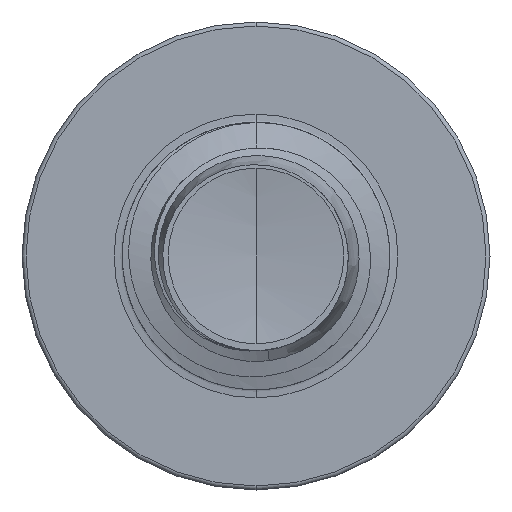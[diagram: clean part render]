
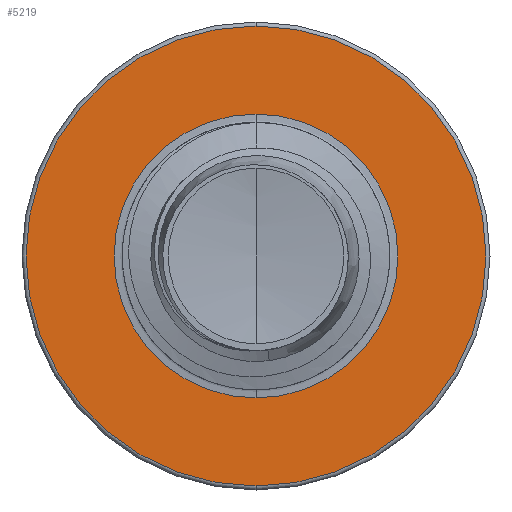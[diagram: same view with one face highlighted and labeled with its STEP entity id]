
A CAD part, front view. The second image highlights one B-rep face of the part: STEP entity #5219.
In plain terms, the highlighted planar face has unit normal (0, -1, 0).
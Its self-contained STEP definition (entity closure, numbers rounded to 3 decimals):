
#279 = EDGE_LOOP ( 'NONE', ( #15159, #9426 ) ) ;
#561 = EDGE_LOOP ( 'NONE', ( #12814, #11208 ) ) ;
#611 = AXIS2_PLACEMENT_3D ( 'NONE', #11461, #6500, #6438 ) ;
#1272 = FACE_OUTER_BOUND ( 'NONE', #279, .T. ) ;
#1368 = FACE_BOUND ( 'NONE', #561, .T. ) ;
#1773 = DIRECTION ( 'NONE',  ( 0., 0., 1. ) ) ;
#1792 = DIRECTION ( 'NONE',  ( 0., 1., 0. ) ) ;
#1796 = CARTESIAN_POINT ( 'NONE',  ( 0., 9., 0. ) ) ;
#2131 = CARTESIAN_POINT ( 'NONE',  ( 0., 9., 0. ) ) ;
#2442 = EDGE_CURVE ( 'NONE', #13577, #15047, #7251, .T. ) ;
#3287 = EDGE_CURVE ( 'NONE', #6603, #13893, #5129, .T. ) ;
#3951 = DIRECTION ( 'NONE',  ( 0., 0., 1. ) ) ;
#4149 = DIRECTION ( 'NONE',  ( 0., 0., 1. ) ) ;
#4172 = DIRECTION ( 'NONE',  ( 0., 1., 0. ) ) ;
#4199 = CARTESIAN_POINT ( 'NONE',  ( 0., 9., 0. ) ) ;
#5129 = CIRCLE ( 'NONE', #7215, 3.186 ) ;
#5219 = ADVANCED_FACE ( 'NONE', ( #1272, #1368 ), #7770, .F. ) ;
#5330 = CIRCLE ( 'NONE', #13673, 5.16 ) ;
#5797 = CARTESIAN_POINT ( 'NONE',  ( 0., 9., 3.186 ) ) ;
#6438 = DIRECTION ( 'NONE',  ( 0., 0., 1. ) ) ;
#6500 = DIRECTION ( 'NONE',  ( 0., 1., 0. ) ) ;
#6603 = VERTEX_POINT ( 'NONE', #16171 ) ;
#7215 = AXIS2_PLACEMENT_3D ( 'NONE', #1796, #1792, #1773 ) ;
#7225 = CARTESIAN_POINT ( 'NONE',  ( 0., 9., -5.16 ) ) ;
#7251 = CIRCLE ( 'NONE', #10989, 5.16 ) ;
#7770 = PLANE ( 'NONE',  #611 ) ;
#8469 = CIRCLE ( 'NONE', #15863, 3.186 ) ;
#8633 = DIRECTION ( 'NONE',  ( 0., 1., 0. ) ) ;
#9426 = ORIENTED_EDGE ( 'NONE', *, *, #2442, .F. ) ;
#9814 = EDGE_CURVE ( 'NONE', #13893, #6603, #8469, .T. ) ;
#9885 = EDGE_CURVE ( 'NONE', #15047, #13577, #5330, .T. ) ;
#10989 = AXIS2_PLACEMENT_3D ( 'NONE', #4199, #4172, #4149 ) ;
#11208 = ORIENTED_EDGE ( 'NONE', *, *, #3287, .T. ) ;
#11461 = CARTESIAN_POINT ( 'NONE',  ( 0., 9., -3.186 ) ) ;
#11878 = DIRECTION ( 'NONE',  ( 0., 1., 0. ) ) ;
#12814 = ORIENTED_EDGE ( 'NONE', *, *, #9814, .T. ) ;
#13577 = VERTEX_POINT ( 'NONE', #7225 ) ;
#13673 = AXIS2_PLACEMENT_3D ( 'NONE', #2131, #11878, #3951 ) ;
#13893 = VERTEX_POINT ( 'NONE', #5797 ) ;
#14408 = CARTESIAN_POINT ( 'NONE',  ( 0., 9., 0. ) ) ;
#15047 = VERTEX_POINT ( 'NONE', #16626 ) ;
#15159 = ORIENTED_EDGE ( 'NONE', *, *, #9885, .F. ) ;
#15572 = DIRECTION ( 'NONE',  ( 0., 0., 1. ) ) ;
#15863 = AXIS2_PLACEMENT_3D ( 'NONE', #14408, #8633, #15572 ) ;
#16171 = CARTESIAN_POINT ( 'NONE',  ( 0., 9., -3.186 ) ) ;
#16626 = CARTESIAN_POINT ( 'NONE',  ( 0., 9., 5.16 ) ) ;
